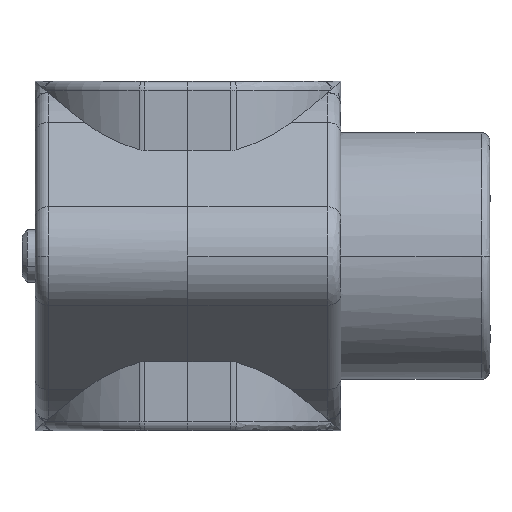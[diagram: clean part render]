
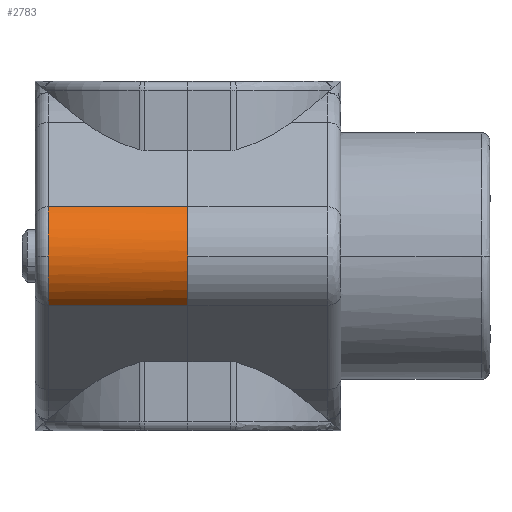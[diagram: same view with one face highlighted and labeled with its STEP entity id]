
A CAD part, front view. The second image highlights one B-rep face of the part: STEP entity #2783.
In plain terms, the highlighted cylindrical face has radius 7 mm (diameter 14 mm), a partial arc.
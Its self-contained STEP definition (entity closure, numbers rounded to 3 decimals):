
#832 = EDGE_CURVE ( 'NONE', #10639, #12081, #9714, .T. ) ;
#893 = DIRECTION ( 'NONE',  ( 1., 0., 0. ) ) ;
#1331 = VERTEX_POINT ( 'NONE', #10001 ) ;
#2112 = ORIENTED_EDGE ( 'NONE', *, *, #8684, .T. ) ;
#2329 = DIRECTION ( 'NONE',  ( -1., 0., 0. ) ) ;
#2783 = ADVANCED_FACE ( 'NONE', ( #7493 ), #10716, .T. ) ;
#2888 = CIRCLE ( 'NONE', #11981, 7. ) ;
#2970 = VERTEX_POINT ( 'NONE', #4037 ) ;
#3092 = DIRECTION ( 'NONE',  ( 0., -1., 0. ) ) ;
#4037 = CARTESIAN_POINT ( 'NONE',  ( -24.357, 16., -5.631 ) ) ;
#4093 = DIRECTION ( 'NONE',  ( 0., -1., 0. ) ) ;
#4342 = DIRECTION ( 'NONE',  ( 0., -1., 0. ) ) ;
#4503 = AXIS2_PLACEMENT_3D ( 'NONE', #12986, #3092, #893 ) ;
#4882 = CIRCLE ( 'NONE', #9427, 7. ) ;
#5132 = LINE ( 'NONE', #11897, #12196 ) ;
#5259 = DIRECTION ( 'NONE',  ( 0., 1., 0. ) ) ;
#5523 = DIRECTION ( 'NONE',  ( 0., -1., 0. ) ) ;
#5524 = ORIENTED_EDGE ( 'NONE', *, *, #8329, .T. ) ;
#5633 = CARTESIAN_POINT ( 'NONE',  ( -24.357, 16., 5.631 ) ) ;
#6848 = VERTEX_POINT ( 'NONE', #11224 ) ;
#7404 = EDGE_LOOP ( 'NONE', ( #13141, #8948, #9288, #5524, #2112 ) ) ;
#7493 = FACE_OUTER_BOUND ( 'NONE', #7404, .T. ) ;
#8329 = EDGE_CURVE ( 'NONE', #2970, #1331, #5132, .T. ) ;
#8684 = EDGE_CURVE ( 'NONE', #1331, #6848, #2888, .T. ) ;
#8948 = ORIENTED_EDGE ( 'NONE', *, *, #832, .T. ) ;
#8970 = CARTESIAN_POINT ( 'NONE',  ( -24.357, 16., 5.631 ) ) ;
#8986 = LINE ( 'NONE', #5633, #12808 ) ;
#9288 = ORIENTED_EDGE ( 'NONE', *, *, #10927, .T. ) ;
#9427 = AXIS2_PLACEMENT_3D ( 'NONE', #10169, #5523, #2329 ) ;
#9714 = CIRCLE ( 'NONE', #10402, 7. ) ;
#10001 = CARTESIAN_POINT ( 'NONE',  ( -24.357, 0., -5.631 ) ) ;
#10080 = CARTESIAN_POINT ( 'NONE',  ( -27.199, 16., 0. ) ) ;
#10169 = CARTESIAN_POINT ( 'NONE',  ( -20.199, 16., 0. ) ) ;
#10402 = AXIS2_PLACEMENT_3D ( 'NONE', #13855, #4093, #10651 ) ;
#10428 = EDGE_CURVE ( 'NONE', #10639, #6848, #8986, .T. ) ;
#10639 = VERTEX_POINT ( 'NONE', #8970 ) ;
#10651 = DIRECTION ( 'NONE',  ( -1., 0., 0. ) ) ;
#10716 = CYLINDRICAL_SURFACE ( 'NONE', #4503, 7. ) ;
#10927 = EDGE_CURVE ( 'NONE', #12081, #2970, #4882, .T. ) ;
#11224 = CARTESIAN_POINT ( 'NONE',  ( -24.357, 0., 5.631 ) ) ;
#11621 = CARTESIAN_POINT ( 'NONE',  ( -20.199, 0., 0. ) ) ;
#11750 = DIRECTION ( 'NONE',  ( -1., 0., 0. ) ) ;
#11897 = CARTESIAN_POINT ( 'NONE',  ( -24.357, 16., -5.631 ) ) ;
#11981 = AXIS2_PLACEMENT_3D ( 'NONE', #11621, #5259, #11750 ) ;
#12081 = VERTEX_POINT ( 'NONE', #10080 ) ;
#12196 = VECTOR ( 'NONE', #4342, 1000. ) ;
#12808 = VECTOR ( 'NONE', #13481, 1000. ) ;
#12986 = CARTESIAN_POINT ( 'NONE',  ( -20.199, 16., 0. ) ) ;
#13141 = ORIENTED_EDGE ( 'NONE', *, *, #10428, .F. ) ;
#13481 = DIRECTION ( 'NONE',  ( 0., -1., 0. ) ) ;
#13855 = CARTESIAN_POINT ( 'NONE',  ( -20.199, 16., 0. ) ) ;
